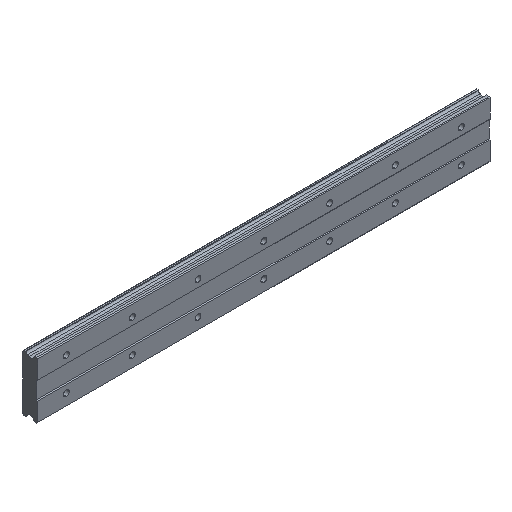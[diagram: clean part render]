
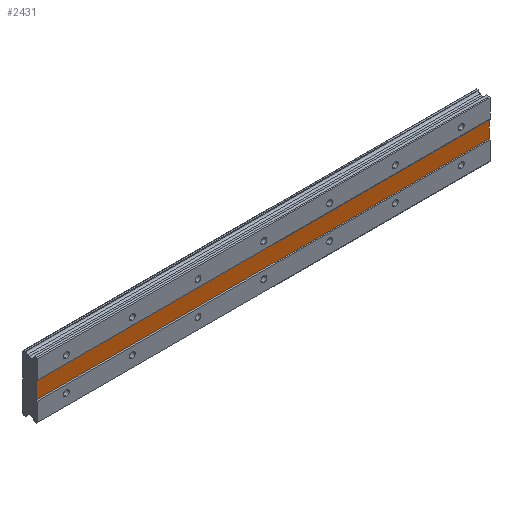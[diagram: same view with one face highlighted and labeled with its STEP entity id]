
A CAD part, isometric view. The second image highlights one B-rep face of the part: STEP entity #2431.
In plain terms, the highlighted planar face has unit normal (0, -1, 0).
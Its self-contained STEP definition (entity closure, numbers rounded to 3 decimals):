
#238 = VERTEX_POINT ( 'NONE', #1974 ) ;
#305 = VERTEX_POINT ( 'NONE', #2522 ) ;
#345 = CARTESIAN_POINT ( 'NONE',  ( 515., 1., -10. ) ) ;
#392 = EDGE_LOOP ( 'NONE', ( #813, #2236, #2463, #1913 ) ) ;
#535 = DIRECTION ( 'NONE',  ( 0., 0., -1. ) ) ;
#607 = LINE ( 'NONE', #345, #1840 ) ;
#610 = CARTESIAN_POINT ( 'NONE',  ( 515., 1., 10. ) ) ;
#662 = VECTOR ( 'NONE', #1272, 1000. ) ;
#813 = ORIENTED_EDGE ( 'NONE', *, *, #1935, .T. ) ;
#1027 = LINE ( 'NONE', #3029, #3200 ) ;
#1118 = DIRECTION ( 'NONE',  ( 0., 0., 1. ) ) ;
#1215 = EDGE_CURVE ( 'NONE', #305, #2192, #2062, .T. ) ;
#1272 = DIRECTION ( 'NONE',  ( 1., 0., 0. ) ) ;
#1352 = CARTESIAN_POINT ( 'NONE',  ( -35., 1., 34.482 ) ) ;
#1409 = FACE_OUTER_BOUND ( 'NONE', #392, .T. ) ;
#1655 = DIRECTION ( 'NONE',  ( 0., 1., 0. ) ) ;
#1780 = DIRECTION ( 'NONE',  ( 0., 0., -1. ) ) ;
#1840 = VECTOR ( 'NONE', #3080, 1000. ) ;
#1871 = CARTESIAN_POINT ( 'NONE',  ( 515., 1., 10. ) ) ;
#1913 = ORIENTED_EDGE ( 'NONE', *, *, #1215, .T. ) ;
#1935 = EDGE_CURVE ( 'NONE', #2192, #238, #607, .T. ) ;
#1974 = CARTESIAN_POINT ( 'NONE',  ( 515., 1., -10. ) ) ;
#2004 = CARTESIAN_POINT ( 'NONE',  ( -35., 1., -10. ) ) ;
#2021 = EDGE_CURVE ( 'NONE', #3111, #238, #1027, .T. ) ;
#2062 = LINE ( 'NONE', #1352, #3245 ) ;
#2192 = VERTEX_POINT ( 'NONE', #2004 ) ;
#2236 = ORIENTED_EDGE ( 'NONE', *, *, #2021, .F. ) ;
#2416 = PLANE ( 'NONE',  #3095 ) ;
#2431 = ADVANCED_FACE ( 'NONE', ( #1409 ), #2416, .F. ) ;
#2463 = ORIENTED_EDGE ( 'NONE', *, *, #2635, .F. ) ;
#2522 = CARTESIAN_POINT ( 'NONE',  ( -35., 1., 10. ) ) ;
#2635 = EDGE_CURVE ( 'NONE', #305, #3111, #3260, .T. ) ;
#2788 = CARTESIAN_POINT ( 'NONE',  ( 515., 1., 10. ) ) ;
#3029 = CARTESIAN_POINT ( 'NONE',  ( 515., 1., 34.482 ) ) ;
#3080 = DIRECTION ( 'NONE',  ( 1., 0., 0. ) ) ;
#3095 = AXIS2_PLACEMENT_3D ( 'NONE', #610, #1655, #1118 ) ;
#3111 = VERTEX_POINT ( 'NONE', #1871 ) ;
#3200 = VECTOR ( 'NONE', #1780, 1000. ) ;
#3245 = VECTOR ( 'NONE', #535, 1000. ) ;
#3260 = LINE ( 'NONE', #2788, #662 ) ;
